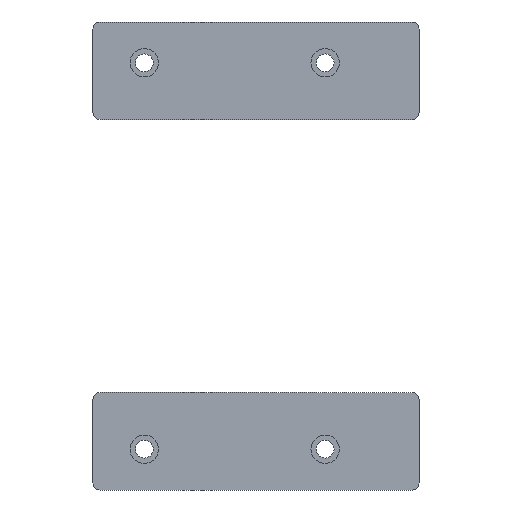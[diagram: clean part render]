
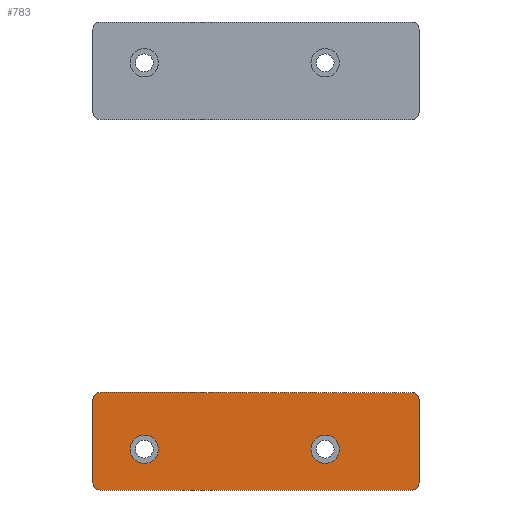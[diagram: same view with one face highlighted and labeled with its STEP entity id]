
A CAD part, front view. The second image highlights one B-rep face of the part: STEP entity #783.
In plain terms, the highlighted planar face has unit normal (0, -1, 0).
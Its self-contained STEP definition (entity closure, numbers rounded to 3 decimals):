
#25=FACE_BOUND('',#140,.T.);
#26=FACE_BOUND('',#141,.T.);
#46=PLANE('',#872);
#83=FACE_OUTER_BOUND('',#139,.T.);
#139=EDGE_LOOP('',(#633,#634,#635,#636,#637,#638,#639,#640));
#140=EDGE_LOOP('',(#641));
#141=EDGE_LOOP('',(#642));
#201=LINE('',#1296,#261);
#204=LINE('',#1302,#264);
#205=LINE('',#1306,#265);
#206=LINE('',#1310,#266);
#261=VECTOR('',#1054,10.);
#264=VECTOR('',#1059,10.);
#265=VECTOR('',#1062,10.);
#266=VECTOR('',#1065,10.);
#313=CIRCLE('',#869,2.);
#315=CIRCLE('',#873,2.);
#316=CIRCLE('',#874,2.);
#317=CIRCLE('',#875,2.);
#318=CIRCLE('',#876,4.);
#319=CIRCLE('',#877,4.);
#373=VERTEX_POINT('',#1286);
#374=VERTEX_POINT('',#1287);
#377=VERTEX_POINT('',#1295);
#379=VERTEX_POINT('',#1301);
#380=VERTEX_POINT('',#1303);
#381=VERTEX_POINT('',#1305);
#382=VERTEX_POINT('',#1307);
#383=VERTEX_POINT('',#1309);
#384=VERTEX_POINT('',#1312);
#385=VERTEX_POINT('',#1314);
#463=EDGE_CURVE('',#373,#374,#313,.T.);
#467=EDGE_CURVE('',#374,#377,#201,.T.);
#470=EDGE_CURVE('',#373,#379,#204,.T.);
#471=EDGE_CURVE('',#380,#379,#315,.T.);
#472=EDGE_CURVE('',#380,#381,#205,.T.);
#473=EDGE_CURVE('',#382,#381,#316,.T.);
#474=EDGE_CURVE('',#382,#383,#206,.T.);
#475=EDGE_CURVE('',#377,#383,#317,.T.);
#476=EDGE_CURVE('',#384,#384,#318,.T.);
#477=EDGE_CURVE('',#385,#385,#319,.T.);
#633=ORIENTED_EDGE('',*,*,#463,.F.);
#634=ORIENTED_EDGE('',*,*,#470,.T.);
#635=ORIENTED_EDGE('',*,*,#471,.F.);
#636=ORIENTED_EDGE('',*,*,#472,.T.);
#637=ORIENTED_EDGE('',*,*,#473,.F.);
#638=ORIENTED_EDGE('',*,*,#474,.T.);
#639=ORIENTED_EDGE('',*,*,#475,.F.);
#640=ORIENTED_EDGE('',*,*,#467,.F.);
#641=ORIENTED_EDGE('',*,*,#476,.T.);
#642=ORIENTED_EDGE('',*,*,#477,.T.);
#783=ADVANCED_FACE('',(#83,#25,#26),#46,.T.);
#869=AXIS2_PLACEMENT_3D('',#1288,#1046,#1047);
#872=AXIS2_PLACEMENT_3D('',#1300,#1057,#1058);
#873=AXIS2_PLACEMENT_3D('',#1304,#1060,#1061);
#874=AXIS2_PLACEMENT_3D('',#1308,#1063,#1064);
#875=AXIS2_PLACEMENT_3D('',#1311,#1066,#1067);
#876=AXIS2_PLACEMENT_3D('',#1313,#1068,#1069);
#877=AXIS2_PLACEMENT_3D('',#1315,#1070,#1071);
#1046=DIRECTION('center_axis',(0.,1.,0.));
#1047=DIRECTION('ref_axis',(-0.707,0.,0.707));
#1054=DIRECTION('',(1.,0.,0.));
#1057=DIRECTION('center_axis',(0.,-1.,0.));
#1058=DIRECTION('ref_axis',(0.,0.,-1.));
#1059=DIRECTION('',(0.,0.,-1.));
#1060=DIRECTION('center_axis',(0.,1.,0.));
#1061=DIRECTION('ref_axis',(-0.707,0.,-0.707));
#1062=DIRECTION('',(1.,0.,0.));
#1063=DIRECTION('center_axis',(0.,1.,0.));
#1064=DIRECTION('ref_axis',(0.707,0.,-0.707));
#1065=DIRECTION('',(0.,0.,1.));
#1066=DIRECTION('center_axis',(0.,1.,0.));
#1067=DIRECTION('ref_axis',(0.707,0.,0.707));
#1068=DIRECTION('center_axis',(0.,1.,0.));
#1069=DIRECTION('ref_axis',(1.,0.,0.));
#1070=DIRECTION('center_axis',(0.,1.,0.));
#1071=DIRECTION('ref_axis',(1.,0.,0.));
#1286=CARTESIAN_POINT('',(-46.,-9.5,-40.5));
#1287=CARTESIAN_POINT('',(-44.,-9.5,-38.5));
#1288=CARTESIAN_POINT('Origin',(-44.,-9.5,-40.5));
#1295=CARTESIAN_POINT('',(44.,-9.5,-38.5));
#1296=CARTESIAN_POINT('',(46.,-9.5,-38.5));
#1300=CARTESIAN_POINT('Origin',(0.,-9.5,-52.75));
#1301=CARTESIAN_POINT('',(-46.,-9.5,-64.));
#1302=CARTESIAN_POINT('',(-46.,-9.5,-39.5));
#1303=CARTESIAN_POINT('',(-44.,-9.5,-66.));
#1304=CARTESIAN_POINT('Origin',(-44.,-9.5,-64.));
#1305=CARTESIAN_POINT('',(44.,-9.5,-66.));
#1306=CARTESIAN_POINT('',(-46.,-9.5,-66.));
#1307=CARTESIAN_POINT('',(46.,-9.5,-64.));
#1308=CARTESIAN_POINT('Origin',(44.,-9.5,-64.));
#1309=CARTESIAN_POINT('',(46.,-9.5,-40.5));
#1310=CARTESIAN_POINT('',(46.,-9.5,-46.051));
#1311=CARTESIAN_POINT('Origin',(44.,-9.5,-40.5));
#1312=CARTESIAN_POINT('',(-35.5,-9.5,-54.5));
#1313=CARTESIAN_POINT('Origin',(-31.5,-9.5,-54.5));
#1314=CARTESIAN_POINT('',(15.5,-9.5,-54.5));
#1315=CARTESIAN_POINT('Origin',(19.5,-9.5,-54.5));
